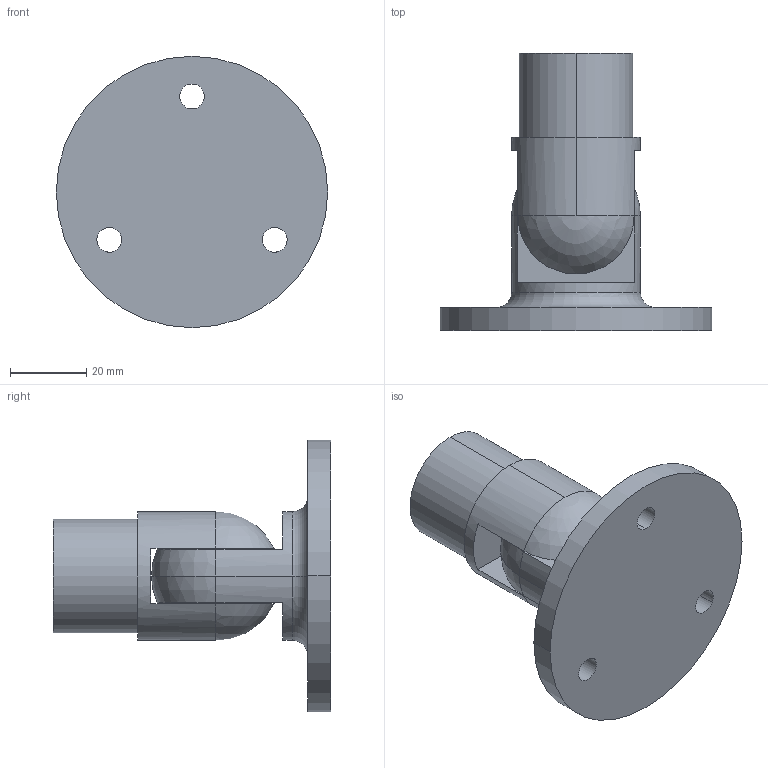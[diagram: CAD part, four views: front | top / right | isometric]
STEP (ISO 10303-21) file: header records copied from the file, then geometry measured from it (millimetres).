
FILE_DESCRIPTION (( 'STEP AP203' ), '1' );
FILE_NAME ('3D_GB3134_33.7x2_188701840.STEP', '2024-10-08T12:36:03', ( '' ), ( '' ), 'SwSTEP 2.0', 'SolidWorks 2024', '' );
FILE_SCHEMA (( 'CONFIG_CONTROL_DESIGN' ));
Length unit declared in the file: millimetre
Products named in the file (1): 3D_GB3134_33.7x2_188701840
Bounding box: 71 x 72.5 x 71 mm (x, y, z)
Volume: 61866.7 mm3; surface area: 22184.4 mm2
Topology: 2 solids, 2 shells, 45 faces, 113 edges, 70 vertices
Faces by surface type: cylinder 18, plane 12, cone 6, sphere 4, bspline 3, torus 2
Entity records: 1506 total; most frequent: CARTESIAN_POINT 329, DIRECTION 245, ORIENTED_EDGE 222, EDGE_CURVE 111, AXIS2_PLACEMENT_3D 106, VERTEX_POINT 70, CIRCLE 63, EDGE_LOOP 53
